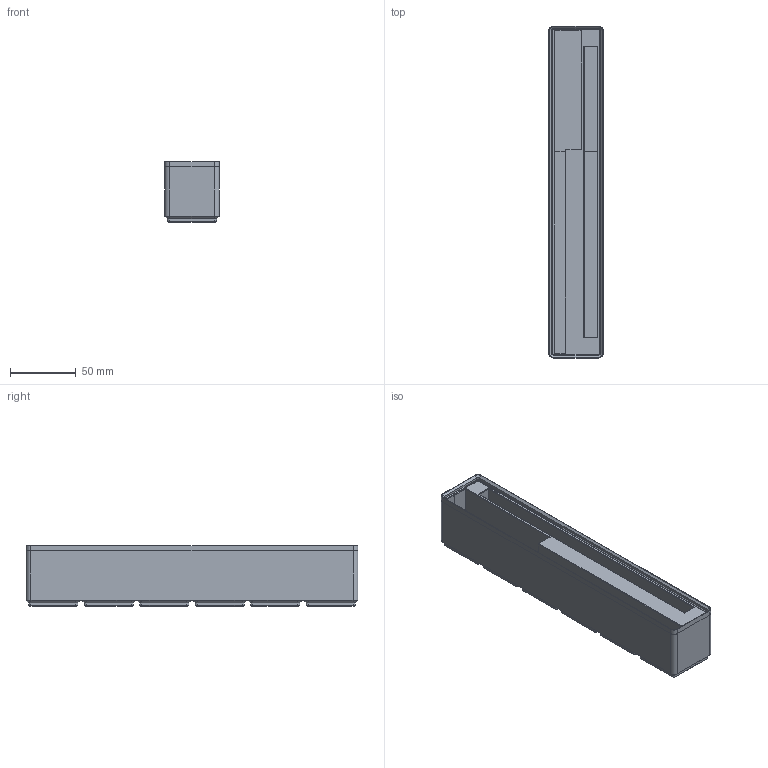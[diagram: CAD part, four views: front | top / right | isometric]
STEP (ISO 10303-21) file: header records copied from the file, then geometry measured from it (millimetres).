
FILE_DESCRIPTION(('FreeCAD Model'),'2;1');
FILE_NAME('Open CASCADE Shape Model','2025-02-20T22:27:46',(''),(''), 'Open CASCADE STEP processor 7.8','FreeCAD','Unknown');
FILE_SCHEMA(('AUTOMOTIVE_DESIGN { 1 0 10303 214 1 1 1 1 }'));
Length unit declared in the file: millimetre
Products named in the file (1): Calipers
Bounding box: 41.5 x 251.5 x 46 mm (x, y, z)
Volume: 326141.6 mm3; surface area: 68801.3 mm2
Topology: 1 solids, 1 shells, 1032 faces, 2181 edges, 1177 vertices
Faces by surface type: plane 729, cylinder 243, cone 56, torus 4
Full cylindrical faces by diameter (mm): 3 x24
Entity records: 26414 total; most frequent: DIRECTION 4702, CARTESIAN_POINT 4487, ORIENTED_EDGE 4362, EDGE_CURVE 2181, AXIS2_PLACEMENT_3D 1584, LINE 1534, VECTOR 1534, VERTEX_POINT 1177
